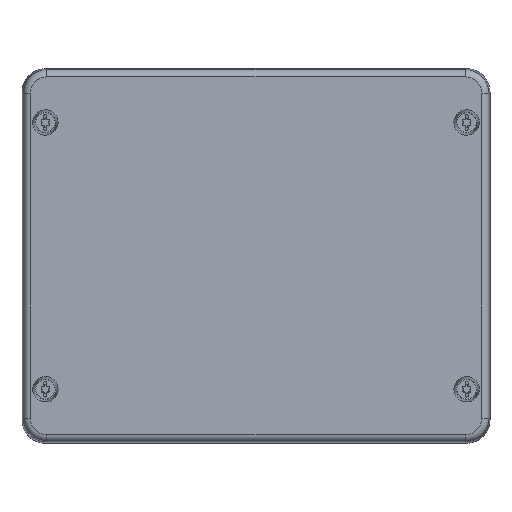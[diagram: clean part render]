
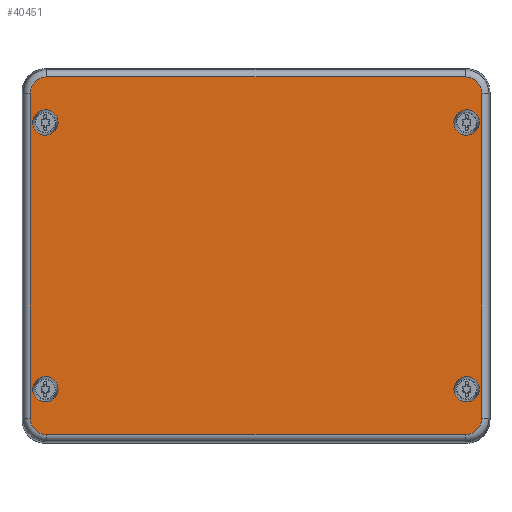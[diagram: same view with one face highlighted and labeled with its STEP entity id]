
A CAD part, top view. The second image highlights one B-rep face of the part: STEP entity #40451.
In plain terms, the highlighted planar face has unit normal (0, 0, 1).
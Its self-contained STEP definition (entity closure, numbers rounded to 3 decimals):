
#30027=AXIS2_PLACEMENT_3D('Circle Axis2P3D',#30025,#30026,$) ;
#30053=AXIS2_PLACEMENT_3D('Circle Axis2P3D',#30051,#30052,$) ;
#30070=AXIS2_PLACEMENT_3D('Circle Axis2P3D',#30068,#30069,$) ;
#30096=AXIS2_PLACEMENT_3D('Circle Axis2P3D',#30094,#30095,$) ;
#40285=AXIS2_PLACEMENT_3D('Circle Axis2P3D',#40283,#40284,$) ;
#40311=AXIS2_PLACEMENT_3D('Circle Axis2P3D',#40309,#40310,$) ;
#40328=AXIS2_PLACEMENT_3D('Circle Axis2P3D',#40326,#40327,$) ;
#40354=AXIS2_PLACEMENT_3D('Circle Axis2P3D',#40352,#40353,$) ;
#40367=AXIS2_PLACEMENT_3D('Plane Axis2P3D',#40364,#40365,#40366) ;
#40380=AXIS2_PLACEMENT_3D('Circle Axis2P3D',#40378,#40379,$) ;
#40394=AXIS2_PLACEMENT_3D('Circle Axis2P3D',#40392,#40393,$) ;
#40408=AXIS2_PLACEMENT_3D('Circle Axis2P3D',#40406,#40407,$) ;
#40422=AXIS2_PLACEMENT_3D('Circle Axis2P3D',#40420,#40421,$) ;
#30025=CARTESIAN_POINT('Axis2P3D Location',(10.,23.,100.)) ;
#30029=CARTESIAN_POINT('Vertex',(12.597,27.754,100.)) ;
#30031=CARTESIAN_POINT('Vertex',(7.403,18.246,100.)) ;
#30051=CARTESIAN_POINT('Axis2P3D Location',(10.,23.,100.)) ;
#30068=CARTESIAN_POINT('Axis2P3D Location',(10.,137.,100.)) ;
#30072=CARTESIAN_POINT('Vertex',(12.597,141.754,100.)) ;
#30074=CARTESIAN_POINT('Vertex',(7.403,132.246,100.)) ;
#30094=CARTESIAN_POINT('Axis2P3D Location',(10.,137.,100.)) ;
#40283=CARTESIAN_POINT('Axis2P3D Location',(190.,137.,100.)) ;
#40287=CARTESIAN_POINT('Vertex',(192.597,141.754,100.)) ;
#40289=CARTESIAN_POINT('Vertex',(187.403,132.246,100.)) ;
#40309=CARTESIAN_POINT('Axis2P3D Location',(190.,137.,100.)) ;
#40326=CARTESIAN_POINT('Axis2P3D Location',(190.,23.,100.)) ;
#40330=CARTESIAN_POINT('Vertex',(187.403,18.246,100.)) ;
#40332=CARTESIAN_POINT('Vertex',(192.597,27.754,100.)) ;
#40352=CARTESIAN_POINT('Axis2P3D Location',(190.,23.,100.)) ;
#40364=CARTESIAN_POINT('Axis2P3D Location',(100.,80.,100.)) ;
#40369=CARTESIAN_POINT('Line Origine',(3.55,80.,100.)) ;
#40373=CARTESIAN_POINT('Vertex',(3.55,149.433,100.)) ;
#40375=CARTESIAN_POINT('Vertex',(3.55,10.567,100.)) ;
#40378=CARTESIAN_POINT('Axis2P3D Location',(10.567,10.567,100.)) ;
#40382=CARTESIAN_POINT('Vertex',(10.567,3.55,100.)) ;
#40385=CARTESIAN_POINT('Line Origine',(100.,3.55,100.)) ;
#40389=CARTESIAN_POINT('Vertex',(189.433,3.55,100.)) ;
#40392=CARTESIAN_POINT('Axis2P3D Location',(189.433,10.567,100.)) ;
#40396=CARTESIAN_POINT('Vertex',(196.45,10.567,100.)) ;
#40399=CARTESIAN_POINT('Line Origine',(196.45,80.,100.)) ;
#40403=CARTESIAN_POINT('Vertex',(196.45,149.433,100.)) ;
#40406=CARTESIAN_POINT('Axis2P3D Location',(189.433,149.433,100.)) ;
#40410=CARTESIAN_POINT('Vertex',(189.433,156.45,100.)) ;
#40413=CARTESIAN_POINT('Line Origine',(100.,156.45,100.)) ;
#40417=CARTESIAN_POINT('Vertex',(10.567,156.45,100.)) ;
#40420=CARTESIAN_POINT('Axis2P3D Location',(10.567,149.433,100.)) ;
#30026=DIRECTION('Axis2P3D Direction',(0.,0.,1.)) ;
#30052=DIRECTION('Axis2P3D Direction',(0.,0.,1.)) ;
#30069=DIRECTION('Axis2P3D Direction',(0.,0.,1.)) ;
#30095=DIRECTION('Axis2P3D Direction',(0.,0.,1.)) ;
#40284=DIRECTION('Axis2P3D Direction',(0.,0.,1.)) ;
#40310=DIRECTION('Axis2P3D Direction',(0.,0.,1.)) ;
#40327=DIRECTION('Axis2P3D Direction',(0.,0.,1.)) ;
#40353=DIRECTION('Axis2P3D Direction',(0.,0.,1.)) ;
#40365=DIRECTION('Axis2P3D Direction',(0.,0.,1.)) ;
#40366=DIRECTION('Axis2P3D XDirection',(0.,-1.,0.)) ;
#40370=DIRECTION('Vector Direction',(0.,-1.,0.)) ;
#40379=DIRECTION('Axis2P3D Direction',(0.,0.,1.)) ;
#40386=DIRECTION('Vector Direction',(1.,0.,0.)) ;
#40393=DIRECTION('Axis2P3D Direction',(0.,0.,1.)) ;
#40400=DIRECTION('Vector Direction',(0.,1.,0.)) ;
#40407=DIRECTION('Axis2P3D Direction',(0.,0.,1.)) ;
#40414=DIRECTION('Vector Direction',(-1.,0.,0.)) ;
#40421=DIRECTION('Axis2P3D Direction',(0.,0.,1.)) ;
#40371=VECTOR('Line Direction',#40370,1.) ;
#40387=VECTOR('Line Direction',#40386,1.) ;
#40401=VECTOR('Line Direction',#40400,1.) ;
#40415=VECTOR('Line Direction',#40414,1.) ;
#40426=ORIENTED_EDGE('',*,*,#40377,.T.) ;
#40427=ORIENTED_EDGE('',*,*,#40384,.T.) ;
#40428=ORIENTED_EDGE('',*,*,#40391,.T.) ;
#40429=ORIENTED_EDGE('',*,*,#40398,.T.) ;
#40430=ORIENTED_EDGE('',*,*,#40405,.T.) ;
#40431=ORIENTED_EDGE('',*,*,#40412,.T.) ;
#40432=ORIENTED_EDGE('',*,*,#40419,.T.) ;
#40433=ORIENTED_EDGE('',*,*,#40424,.T.) ;
#40436=ORIENTED_EDGE('',*,*,#40356,.T.) ;
#40437=ORIENTED_EDGE('',*,*,#40334,.T.) ;
#40440=ORIENTED_EDGE('',*,*,#40291,.T.) ;
#40441=ORIENTED_EDGE('',*,*,#40313,.T.) ;
#40444=ORIENTED_EDGE('',*,*,#30033,.T.) ;
#40445=ORIENTED_EDGE('',*,*,#30055,.T.) ;
#40448=ORIENTED_EDGE('',*,*,#30098,.T.) ;
#40449=ORIENTED_EDGE('',*,*,#30076,.T.) ;
#40438=FACE_BOUND('',#40435,.T.) ;
#40442=FACE_BOUND('',#40439,.T.) ;
#40446=FACE_BOUND('',#40443,.T.) ;
#40450=FACE_BOUND('',#40447,.T.) ;
#40451=ADVANCED_FACE('Cover',(#40434,#40438,#40442,#40446,#40450),#40368,.T.) ;
#30028=CIRCLE('generated circle',#30027,5.417) ;
#30054=CIRCLE('generated circle',#30053,5.417) ;
#30071=CIRCLE('generated circle',#30070,5.417) ;
#30097=CIRCLE('generated circle',#30096,5.417) ;
#40286=CIRCLE('generated circle',#40285,5.417) ;
#40312=CIRCLE('generated circle',#40311,5.417) ;
#40329=CIRCLE('generated circle',#40328,5.417) ;
#40355=CIRCLE('generated circle',#40354,5.417) ;
#40381=CIRCLE('generated circle',#40380,7.017) ;
#40395=CIRCLE('generated circle',#40394,7.017) ;
#40409=CIRCLE('generated circle',#40408,7.017) ;
#40423=CIRCLE('generated circle',#40422,7.017) ;
#30033=EDGE_CURVE('',#30030,#30032,#30028,.F.) ;
#30055=EDGE_CURVE('',#30032,#30030,#30054,.F.) ;
#30076=EDGE_CURVE('',#30073,#30075,#30071,.F.) ;
#30098=EDGE_CURVE('',#30075,#30073,#30097,.F.) ;
#40291=EDGE_CURVE('',#40288,#40290,#40286,.F.) ;
#40313=EDGE_CURVE('',#40290,#40288,#40312,.F.) ;
#40334=EDGE_CURVE('',#40331,#40333,#40329,.F.) ;
#40356=EDGE_CURVE('',#40333,#40331,#40355,.F.) ;
#40377=EDGE_CURVE('',#40374,#40376,#40372,.T.) ;
#40384=EDGE_CURVE('',#40376,#40383,#40381,.T.) ;
#40391=EDGE_CURVE('',#40383,#40390,#40388,.T.) ;
#40398=EDGE_CURVE('',#40390,#40397,#40395,.T.) ;
#40405=EDGE_CURVE('',#40397,#40404,#40402,.T.) ;
#40412=EDGE_CURVE('',#40404,#40411,#40409,.T.) ;
#40419=EDGE_CURVE('',#40411,#40418,#40416,.T.) ;
#40424=EDGE_CURVE('',#40418,#40374,#40423,.T.) ;
#40425=EDGE_LOOP('',(#40426,#40427,#40428,#40429,#40430,#40431,#40432,#40433)) ;
#40435=EDGE_LOOP('',(#40436,#40437)) ;
#40439=EDGE_LOOP('',(#40440,#40441)) ;
#40443=EDGE_LOOP('',(#40444,#40445)) ;
#40447=EDGE_LOOP('',(#40448,#40449)) ;
#40434=FACE_OUTER_BOUND('',#40425,.T.) ;
#40372=LINE('Line',#40369,#40371) ;
#40388=LINE('Line',#40385,#40387) ;
#40402=LINE('Line',#40399,#40401) ;
#40416=LINE('Line',#40413,#40415) ;
#40368=PLANE('',#40367) ;
#30030=VERTEX_POINT('',#30029) ;
#30032=VERTEX_POINT('',#30031) ;
#30073=VERTEX_POINT('',#30072) ;
#30075=VERTEX_POINT('',#30074) ;
#40288=VERTEX_POINT('',#40287) ;
#40290=VERTEX_POINT('',#40289) ;
#40331=VERTEX_POINT('',#40330) ;
#40333=VERTEX_POINT('',#40332) ;
#40374=VERTEX_POINT('',#40373) ;
#40376=VERTEX_POINT('',#40375) ;
#40383=VERTEX_POINT('',#40382) ;
#40390=VERTEX_POINT('',#40389) ;
#40397=VERTEX_POINT('',#40396) ;
#40404=VERTEX_POINT('',#40403) ;
#40411=VERTEX_POINT('',#40410) ;
#40418=VERTEX_POINT('',#40417) ;
